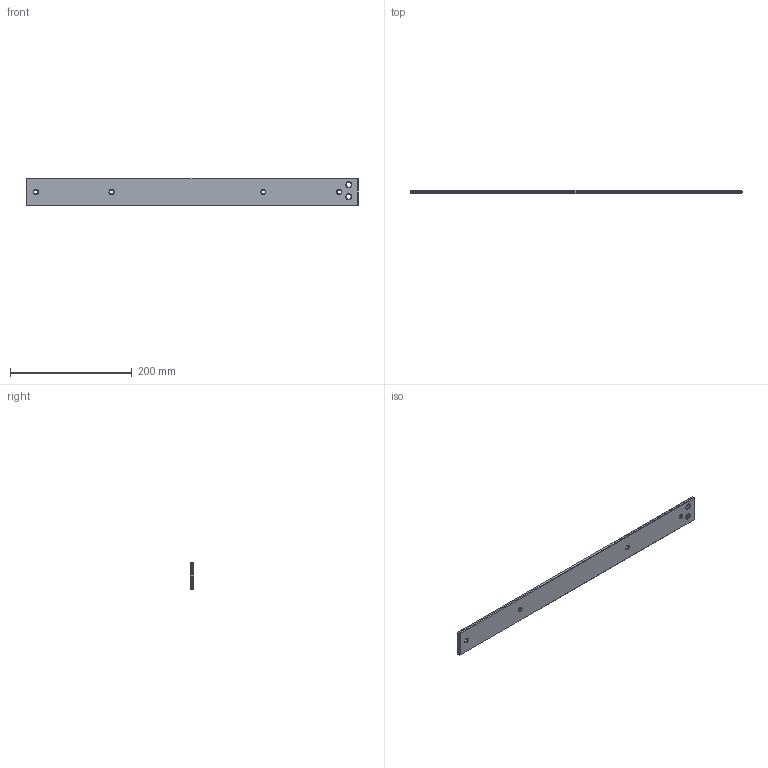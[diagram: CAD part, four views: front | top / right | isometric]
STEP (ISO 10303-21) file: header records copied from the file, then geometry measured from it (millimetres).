
FILE_DESCRIPTION((''),'2;1');
FILE_NAME('AS_ISO-PLATTEN-26297','2026-01-16T10:34:39',('HP'),(''),'CREO PARAMETRIC BY PTC INC, 2020354','CREO PARAMETRIC BY PTC INC, 2020354','');
FILE_SCHEMA(('AP203_CONFIGURATION_CONTROLLED_3D_DESIGN_OF_MECHANICAL_PARTS_AND_ASSEMBLIES_MIM_LF { 1 0 10303 403 2 1 2 }'));
Length unit declared in the file: millimetre
Products named in the file (1): AS_ISO-PLATTEN-26297
Bounding box: 545 x 5 x 45 mm (x, y, z)
Volume: 119635.6 mm3; surface area: 53543 mm2
Topology: 1 solids, 1 shells, 62 faces, 148 edges, 88 vertices
Faces by surface type: cone 32, plane 26, cylinder 4
Entity records: 2853 total; most frequent: DIRECTION 338, CARTESIAN_POINT 301, ORIENTED_EDGE 296, PRESENTATION_STYLE_ASSIGNMENT 211, STYLED_ITEM 149, CURVE_STYLE 148, EDGE_CURVE 148, AXIS2_PLACEMENT_3D 127
